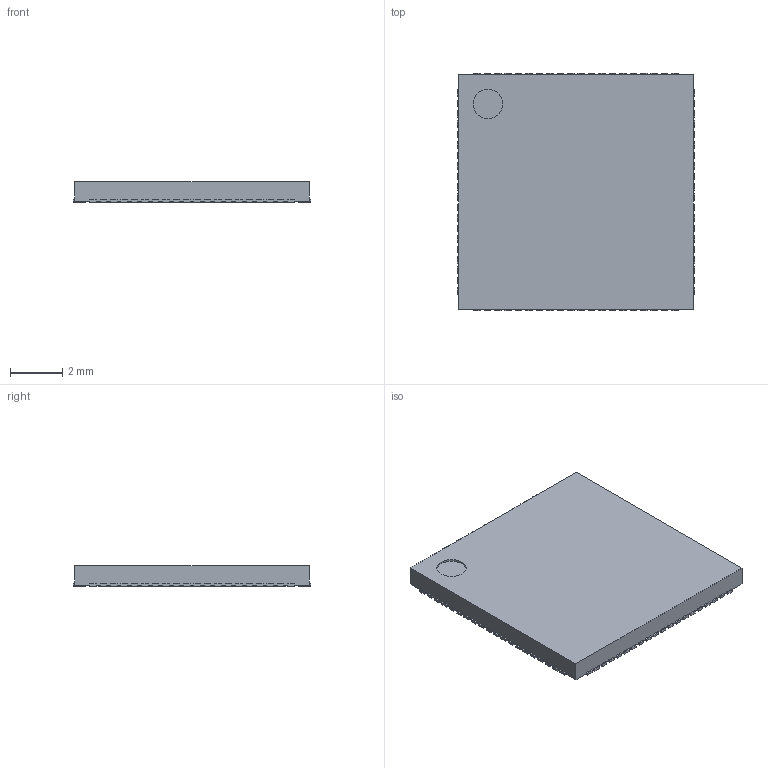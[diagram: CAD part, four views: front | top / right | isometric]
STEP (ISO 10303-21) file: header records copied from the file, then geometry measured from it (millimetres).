
FILE_DESCRIPTION(('FreeCAD Model'),'2;1');
FILE_NAME('QFN40P900X900X75-81.stp','2020-03-16T17:03:47',('Author'),(''), 'Open CASCADE STEP processor 7.3','FreeCAD','Unknown');
FILE_SCHEMA(('AUTOMOTIVE_DESIGN { 1 0 10303 214 1 1 1 1 }'));
Length unit declared in the file: millimetre
Products named in the file (1): Fusion
Bounding box: 9.1 x 9.1 x 0.8 mm (x, y, z)
Volume: 63.8 mm3; surface area: 198.3 mm2
Topology: 1 solids, 1 shells, 493 faces, 1467 edges, 978 vertices
Faces by surface type: plane 412, cylinder 81
Full cylindrical faces by diameter (mm): 1.125 x1
Entity records: 19808 total; most frequent: CARTESIAN_POINT 2939, ORIENTED_EDGE 2934, DIRECTION 2617, EDGE_CURVE 1467, LINE 1305, VECTOR 1305, VERTEX_POINT 978, AXIS2_PLACEMENT_3D 656
